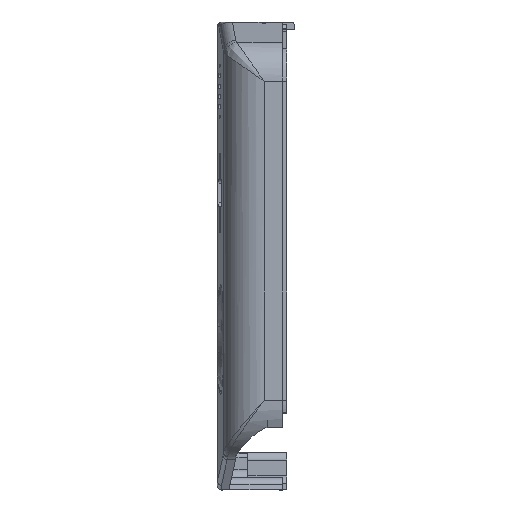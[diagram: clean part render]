
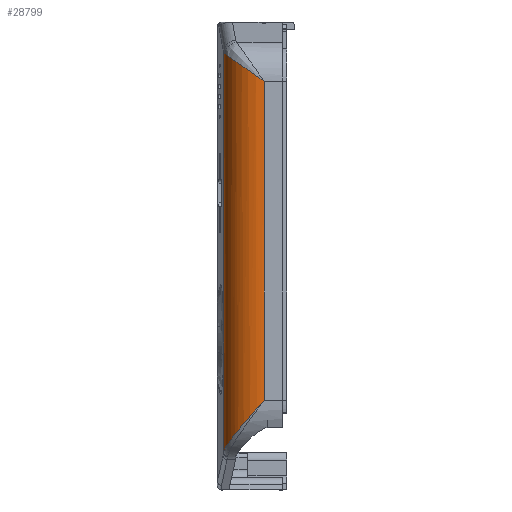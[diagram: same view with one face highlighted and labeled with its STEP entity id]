
A CAD part, left-side view. The second image highlights one B-rep face of the part: STEP entity #28799.
In plain terms, the highlighted cylindrical face has radius 10 mm (diameter 20 mm), a partial arc.
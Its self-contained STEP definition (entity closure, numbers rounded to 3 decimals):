
#494 = ORIENTED_EDGE ( 'NONE', *, *, #23801, .F. ) ;
#1323 = CARTESIAN_POINT ( 'NONE',  ( 1.567, 12.894, -99.126 ) ) ;
#1622 = CARTESIAN_POINT ( 'NONE',  ( 2.691, 14.32, -100.846 ) ) ;
#1775 = CARTESIAN_POINT ( 'NONE',  ( 0.094, 8.886, -94.538 ) ) ;
#2013 = CARTESIAN_POINT ( 'NONE',  ( 9.25, 17.46, -75.248 ) ) ;
#2085 =( BOUNDED_CURVE ( )  B_SPLINE_CURVE ( 3, ( #24539, #26722, #21942, #17474 ),
 .UNSPECIFIED., .F., .T. ) 
 B_SPLINE_CURVE_WITH_KNOTS ( ( 4, 4 ),
 ( 4.439, 4.662 ),
 .UNSPECIFIED. ) 
 CURVE ( )  GEOMETRIC_REPRESENTATION_ITEM ( )  RATIONAL_B_SPLINE_CURVE ( ( 1., 0.996, 0.996, 1. ) ) 
 REPRESENTATION_ITEM ( '' )  );
#2414 = VERTEX_POINT ( 'NONE', #27264 ) ;
#2719 = DIRECTION ( 'NONE',  ( 0., 0., 1. ) ) ;
#2833 = ORIENTED_EDGE ( 'NONE', *, *, #3329, .T. ) ;
#3329 = EDGE_CURVE ( 'NONE', #13639, #2414, #5937, .T. ) ;
#3629 = CARTESIAN_POINT ( 'NONE',  ( 7.96, 17.305, -105.208 ) ) ;
#3787 = CARTESIAN_POINT ( 'NONE',  ( 5.574, 16.461, -103.711 ) ) ;
#4235 = CARTESIAN_POINT ( 'NONE',  ( 1.007, 11.871, -97.934 ) ) ;
#4451 = ORIENTED_EDGE ( 'NONE', *, *, #28721, .T. ) ;
#5017 = LINE ( 'NONE', #23706, #25745 ) ;
#5105 = CARTESIAN_POINT ( 'NONE',  ( 10., 7.488, -115.001 ) ) ;
#5373 = LINE ( 'NONE', #26561, #14279 ) ;
#5505 = AXIS2_PLACEMENT_3D ( 'NONE', #5105, #28301, #12406 ) ;
#5937 = B_SPLINE_CURVE_WITH_KNOTS ( 'NONE', 3,
 ( #18184, #24967, #3629, #8929, #22518, #22957, #3787, #6136, #23102, #18039, #27310, #1622, #8778, #11097, #1323, #29913, #4235, #8627, #11248, #11394, #15557, #1775, #20654, #27761, #20508, #17897, #20811, #20359 ),
 .UNSPECIFIED., .F., .F.,
 ( 4, 2, 2, 2, 2, 2, 2, 2, 2, 2, 2, 2, 2, 4 ),
 ( 0., 0.003, 0.004, 0.005, 0.008, 0.009, 0.01, 0.013, 0.014, 0.015, 0.018, 0.019, 0.019, 0.02 ),
 .UNSPECIFIED. ) ;
#6136 = CARTESIAN_POINT ( 'NONE',  ( 4.668, 15.975, -102.992 ) ) ;
#6197 = CARTESIAN_POINT ( 'NONE',  ( 9.501, 17.475, -105.863 ) ) ;
#6992 = FACE_OUTER_BOUND ( 'NONE', #8536, .T. ) ;
#7026 = EDGE_CURVE ( 'NONE', #13639, #18825, #28708, .T. ) ;
#8133 = VERTEX_POINT ( 'NONE', #16626 ) ;
#8536 = EDGE_LOOP ( 'NONE', ( #27712, #494, #4451, #16772, #2833, #13243, #11366 ) ) ;
#8627 = CARTESIAN_POINT ( 'NONE',  ( 0.769, 11.344, -97.326 ) ) ;
#8778 = CARTESIAN_POINT ( 'NONE',  ( 2.484, 14.09, -100.564 ) ) ;
#8929 = CARTESIAN_POINT ( 'NONE',  ( 6.9, 17.002, -104.606 ) ) ;
#9178 = CARTESIAN_POINT ( 'NONE',  ( 9.501, 17.475, -82.113 ) ) ;
#10132 = CARTESIAN_POINT ( 'NONE',  ( 9.501, 17.475, -73.887 ) ) ;
#10237 = CARTESIAN_POINT ( 'NONE',  ( 9.501, 17.475, -7.413 ) ) ;
#10479 = CARTESIAN_POINT ( 'NONE',  ( 0., 12.148, -11.323 ) ) ;
#10659 = EDGE_CURVE ( 'NONE', #8133, #29407, #21394, .T. ) ;
#10822 = DIRECTION ( 'NONE',  ( 0., 0., -1. ) ) ;
#10871 = VERTEX_POINT ( 'NONE', #10237 ) ;
#11097 = CARTESIAN_POINT ( 'NONE',  ( 1.902, 13.386, -99.708 ) ) ;
#11182 = CARTESIAN_POINT ( 'NONE',  ( 9.07, 17.444, -77.314 ) ) ;
#11248 = CARTESIAN_POINT ( 'NONE',  ( 0.661, 11.075, -97.019 ) ) ;
#11366 = ORIENTED_EDGE ( 'NONE', *, *, #10659, .T. ) ;
#11394 = CARTESIAN_POINT ( 'NONE',  ( 0.376, 10.264, -96.094 ) ) ;
#11794 = CARTESIAN_POINT ( 'NONE',  ( 9.501, 17.475, -73.887 ) ) ;
#11856 = DIRECTION ( 'NONE',  ( 0., 0., 1. ) ) ;
#11885 = CARTESIAN_POINT ( 'NONE',  ( 9.501, 17.475, -115.001 ) ) ;
#12406 = DIRECTION ( 'NONE',  ( 1., 0., 0. ) ) ;
#12413 = EDGE_CURVE ( 'NONE', #8133, #2414, #5373, .T. ) ;
#12671 = CARTESIAN_POINT ( 'NONE',  ( 9.501, 17.475, -82.113 ) ) ;
#13243 = ORIENTED_EDGE ( 'NONE', *, *, #12413, .F. ) ;
#13639 = VERTEX_POINT ( 'NONE', #6197 ) ;
#14279 = VECTOR ( 'NONE', #10822, 1000. ) ;
#15382 = CARTESIAN_POINT ( 'NONE',  ( 0., 7.488, -14.585 ) ) ;
#15557 = CARTESIAN_POINT ( 'NONE',  ( 0.235, 9.717, -95.474 ) ) ;
#16101 = CARTESIAN_POINT ( 'NONE',  ( 9.358, 17.468, -74.565 ) ) ;
#16413 = CYLINDRICAL_SURFACE ( 'NONE', #5505, 10. ) ;
#16626 = CARTESIAN_POINT ( 'NONE',  ( 0., 7.488, -14.585 ) ) ;
#16772 = ORIENTED_EDGE ( 'NONE', *, *, #7026, .F. ) ;
#17474 = CARTESIAN_POINT ( 'NONE',  ( 9.501, 17.475, -7.413 ) ) ;
#17897 = CARTESIAN_POINT ( 'NONE',  ( 0.003, 7.768, -93.282 ) ) ;
#18039 = CARTESIAN_POINT ( 'NONE',  ( 3.373, 14.983, -101.68 ) ) ;
#18184 = CARTESIAN_POINT ( 'NONE',  ( 9.501, 17.475, -105.863 ) ) ;
#18280 = VERTEX_POINT ( 'NONE', #10132 ) ;
#18585 = CARTESIAN_POINT ( 'NONE',  ( 9.216, 17.461, -80.757 ) ) ;
#18825 = VERTEX_POINT ( 'NONE', #12671 ) ;
#20359 = CARTESIAN_POINT ( 'NONE',  ( 0., 7.488, -92.967 ) ) ;
#20508 = CARTESIAN_POINT ( 'NONE',  ( 0.015, 8.048, -93.597 ) ) ;
#20654 = CARTESIAN_POINT ( 'NONE',  ( 0.059, 8.608, -94.225 ) ) ;
#20811 = CARTESIAN_POINT ( 'NONE',  ( 0., 7.626, -93.123 ) ) ;
#21394 =( BOUNDED_CURVE ( )  B_SPLINE_CURVE ( 3, ( #15382, #10479, #22353, #24797 ),
 .UNSPECIFIED., .F., .T. ) 
 B_SPLINE_CURVE_WITH_KNOTS ( ( 4, 4 ),
 ( 4.712, 6.01 ),
 .UNSPECIFIED. ) 
 CURVE ( )  GEOMETRIC_REPRESENTATION_ITEM ( )  RATIONAL_B_SPLINE_CURVE ( ( 1., 0.865, 0.865, 1. ) ) 
 REPRESENTATION_ITEM ( '' )  );
#21942 = CARTESIAN_POINT ( 'NONE',  ( 8.757, 17.438, -7.559 ) ) ;
#22353 = CARTESIAN_POINT ( 'NONE',  ( 2.816, 15.861, -8.723 ) ) ;
#22518 = CARTESIAN_POINT ( 'NONE',  ( 6.556, 16.883, -104.393 ) ) ;
#22957 = CARTESIAN_POINT ( 'NONE',  ( 5.891, 16.611, -103.944 ) ) ;
#23102 = CARTESIAN_POINT ( 'NONE',  ( 4.12, 15.602, -102.484 ) ) ;
#23706 = CARTESIAN_POINT ( 'NONE',  ( 9.501, 17.475, -115.001 ) ) ;
#23801 = EDGE_CURVE ( 'NONE', #18280, #10871, #5017, .T. ) ;
#24390 = B_SPLINE_CURVE_WITH_KNOTS ( 'NONE', 3,
 ( #11794, #16101, #2013, #27547, #11182, #25203, #18585, #9178 ),
 .UNSPECIFIED., .F., .F.,
 ( 4, 2, 2, 4 ),
 ( 0., 0.002, 0.004, 0.008 ),
 .UNSPECIFIED. ) ;
#24539 = CARTESIAN_POINT ( 'NONE',  ( 7.304, 17.117, -7.844 ) ) ;
#24797 = CARTESIAN_POINT ( 'NONE',  ( 7.304, 17.117, -7.844 ) ) ;
#24967 = CARTESIAN_POINT ( 'NONE',  ( 8.707, 17.435, -105.561 ) ) ;
#24986 = CARTESIAN_POINT ( 'NONE',  ( 7.304, 17.117, -7.844 ) ) ;
#25191 = EDGE_CURVE ( 'NONE', #29407, #10871, #2085, .T. ) ;
#25203 = CARTESIAN_POINT ( 'NONE',  ( 9.07, 17.444, -79.388 ) ) ;
#25745 = VECTOR ( 'NONE', #11856, 1000. ) ;
#26561 = CARTESIAN_POINT ( 'NONE',  ( 0., 7.488, 0. ) ) ;
#26722 = CARTESIAN_POINT ( 'NONE',  ( 8.021, 17.318, -7.703 ) ) ;
#27264 = CARTESIAN_POINT ( 'NONE',  ( 0., 7.488, -92.967 ) ) ;
#27310 = CARTESIAN_POINT ( 'NONE',  ( 3.135, 14.766, -101.403 ) ) ;
#27547 = CARTESIAN_POINT ( 'NONE',  ( 9.106, 17.448, -76.621 ) ) ;
#27712 = ORIENTED_EDGE ( 'NONE', *, *, #25191, .T. ) ;
#27761 = CARTESIAN_POINT ( 'NONE',  ( 0.024, 8.188, -93.754 ) ) ;
#28301 = DIRECTION ( 'NONE',  ( 0., 0., 1. ) ) ;
#28708 = LINE ( 'NONE', #11885, #28930 ) ;
#28721 = EDGE_CURVE ( 'NONE', #18280, #18825, #24390, .T. ) ;
#28799 = ADVANCED_FACE ( 'NONE', ( #6992 ), #16413, .T. ) ;
#28930 = VECTOR ( 'NONE', #2719, 1000. ) ;
#29407 = VERTEX_POINT ( 'NONE', #24986 ) ;
#29913 = CARTESIAN_POINT ( 'NONE',  ( 1.138, 12.13, -98.234 ) ) ;
